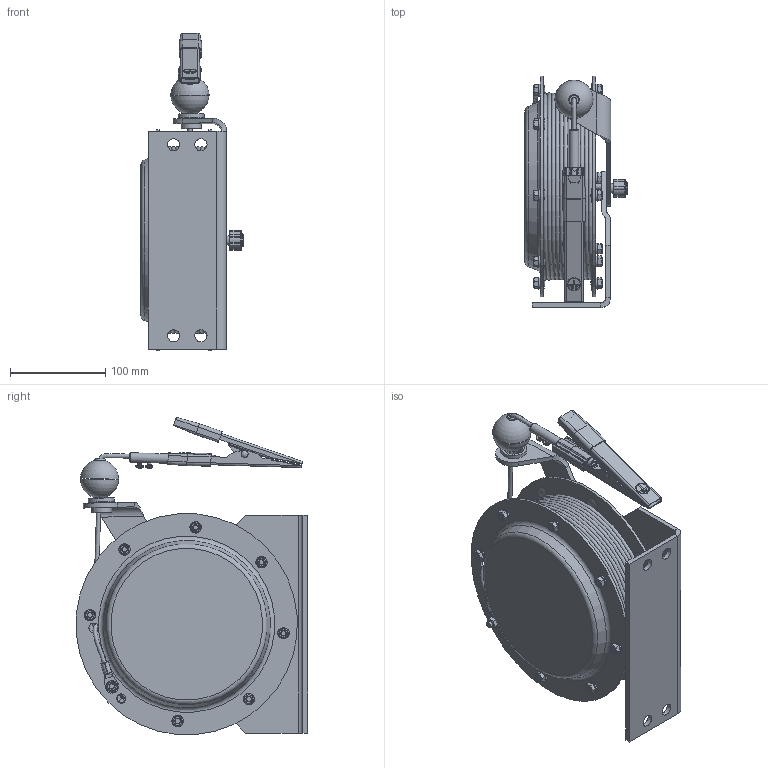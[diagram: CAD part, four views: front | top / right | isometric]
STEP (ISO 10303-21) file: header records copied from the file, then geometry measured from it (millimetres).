
FILE_DESCRIPTION(('FreeCAD Model'),'2;1');
FILE_NAME('Open CASCADE Shape Model','2025-04-25T15:10:40',('FreeCAD'),( 'FreeCAD'),'Open CASCADE STEP processor 7.6','FreeCAD','Unknown');
FILE_SCHEMA(('AUTOMOTIVE_DESIGN { 1 0 10303 214 1 1 1 1 }'));
Length unit declared in the file: millimetre
Products named in the file (1): Open CASCADE STEP translator 7.6 1
Bounding box: 106.97 x 242.37 x 332.24 mm (x, y, z)
Volume: 778595.7 mm3; surface area: 507853.7 mm2
Topology: 69 solids, 70 shells, 1071 faces, 2538 edges, 1623 vertices
Faces by surface type: plane 508, cylinder 316, cone 145, torus 59, sphere 22, bspline 21
Full cylindrical faces by diameter (mm): 2 x2, 2.1 x1, 2.2 x1, 2.433 x1, 2.533 x2, 3.621 x2, 4 x4, 4.333 x2, 4.6 x1, 4.917 x16, 5 x6, 6 x17, 6.01 x3, 6.4 x16, 7 x16, 7.112 x1, 8 x2, 8.7 x1, 9.6 x1, 10 x4, 12 x16, 12.7 x5, 13.05 x2, 14 x16, 14.4 x2, 21 x1, 22 x1, 27 x1, 232 x2
Entity records: 33811 total; most frequent: CARTESIAN_POINT 9066, DIRECTION 5211, ORIENTED_EDGE 5054, EDGE_CURVE 2527, AXIS2_PLACEMENT_3D 2010, VERTEX_POINT 1623, FACE_BOUND 1264, EDGE_LOOP 1264
